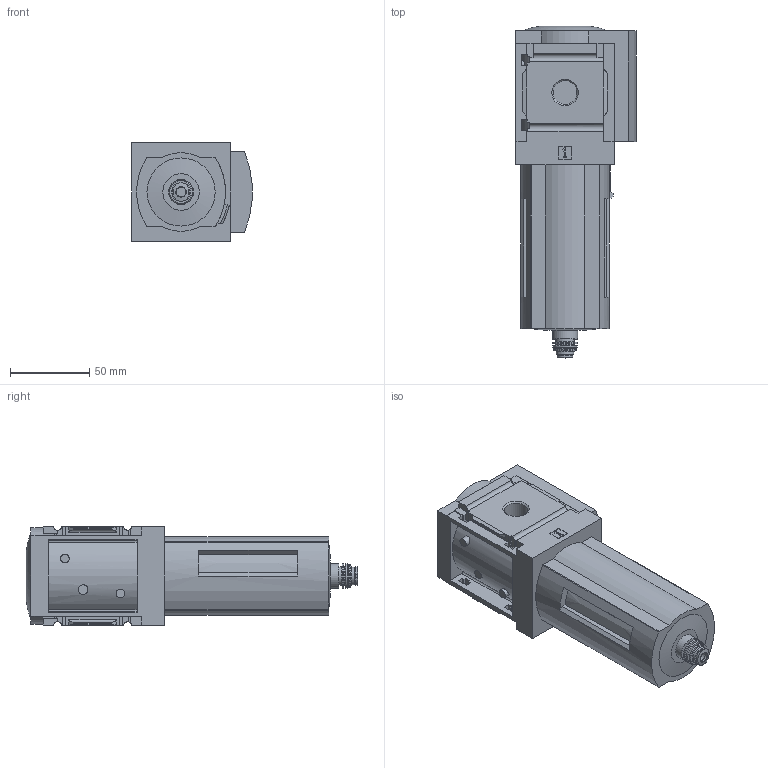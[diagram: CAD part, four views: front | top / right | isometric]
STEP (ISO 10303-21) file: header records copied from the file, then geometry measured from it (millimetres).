
FILE_DESCRIPTION(/* description */ ('STEP AP214'),/* implementation_level */ '2;1');
FILE_NAME(/* name */ '529649_MS6-LF-3_8-ERV',/* time_stamp */ '2024-09-10T16:22:29+02:00',/* author */ ('License CC BY-ND 4.0'),/* organization */ ('CADENAS'),/* preprocessor_version */ 'ST-DEVELOPER v19.3',/* originating_system */ 'PARTsolutions',/* authorisation */ ' ');
FILE_SCHEMA (('AUTOMOTIVE_DESIGN {1 0 10303 214 3 1 1}'));
Length unit declared in the file: millimetre
Products named in the file (3): 529649 MS6-LF-3/8-ERV; 527668 MS6-LF-3/8-E-RV0---(d); KOND MS6-1-3
Assembly tree (2 placements, depth 2):
  529649 MS6-LF-3/8-ERV
    527668 MS6-LF-3/8-E-RV0---(d)
    KOND MS6-1-3
Bounding box: 75.8 x 209.36 x 62 mm (x, y, z)
Volume: 576582.8 mm3; surface area: 57606.1 mm2
Topology: 2 solids, 2 shells, 262 faces, 689 edges, 451 vertices
Faces by surface type: plane 177, cylinder 52, torus 22, cone 10, sphere 1
Full cylindrical faces by diameter (mm): 5.5 x2, 6 x1, 11 x1, 11.4 x1, 11.6 x1, 11.8 x1, 14.95 x2, 15.8 x1
Entity records: 9784 total; most frequent: CARTESIAN_POINT 1474, DIRECTION 1302, ORIENTED_EDGE 1300, EDGE_CURVE 650, LINE 472, VECTOR 472, VERTEX_POINT 447, AXIS2_PLACEMENT_3D 415
